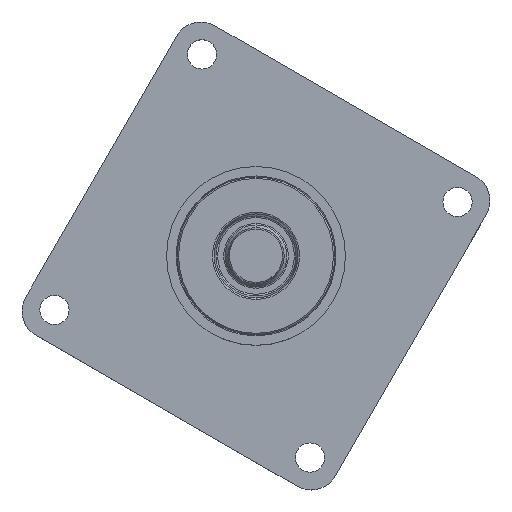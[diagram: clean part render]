
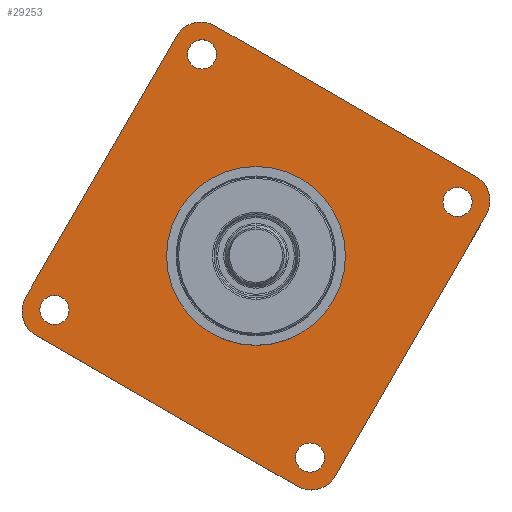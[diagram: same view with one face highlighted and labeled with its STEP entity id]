
A CAD part, top view. The second image highlights one B-rep face of the part: STEP entity #29253.
In plain terms, the highlighted planar face has unit normal (0, 0, 1).
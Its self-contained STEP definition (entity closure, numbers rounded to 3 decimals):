
#5191=DIRECTION('',(0.5,0.866,0.));
#5192=VECTOR('',#5191,53.5);
#5193=CARTESIAN_POINT('',(-40.871,-7.291,22.5));
#5194=LINE('',#5193,#5192);
#5195=CARTESIAN_POINT('',(-9.791,36.541,22.5));
#5196=DIRECTION('',(0.,0.,1.));
#5197=DIRECTION('',(0.5,0.866,0.));
#5198=AXIS2_PLACEMENT_3D('',#5195,#5196,#5197);
#5200=DIRECTION('',(0.866,-0.5,0.));
#5201=VECTOR('',#5200,53.5);
#5202=CARTESIAN_POINT('',(-7.291,40.871,22.5));
#5203=LINE('',#5202,#5201);
#5204=CARTESIAN_POINT('',(36.541,9.791,22.5));
#5205=DIRECTION('',(0.,0.,1.));
#5206=DIRECTION('',(0.866,-0.5,0.));
#5207=AXIS2_PLACEMENT_3D('',#5204,#5205,#5206);
#5209=DIRECTION('',(-0.5,-0.866,0.));
#5210=VECTOR('',#5209,53.5);
#5211=CARTESIAN_POINT('',(40.871,7.291,22.5));
#5212=LINE('',#5211,#5210);
#5213=CARTESIAN_POINT('',(9.791,-36.541,22.5));
#5214=DIRECTION('',(0.,0.,1.));
#5215=DIRECTION('',(-0.5,-0.866,0.));
#5216=AXIS2_PLACEMENT_3D('',#5213,#5214,#5215);
#5218=DIRECTION('',(-0.866,0.5,0.));
#5219=VECTOR('',#5218,53.5);
#5220=CARTESIAN_POINT('',(7.291,-40.871,22.5));
#5221=LINE('',#5220,#5219);
#5222=CARTESIAN_POINT('',(-36.541,-9.791,22.5));
#5223=DIRECTION('',(0.,0.,1.));
#5224=DIRECTION('',(-0.866,0.5,0.));
#5225=AXIS2_PLACEMENT_3D('',#5222,#5223,#5224);
#5227=CARTESIAN_POINT('',(9.59,-35.79,22.5));
#5228=DIRECTION('',(0.,0.,-1.));
#5229=DIRECTION('',(0.,-1.,0.));
#5230=AXIS2_PLACEMENT_3D('',#5227,#5228,#5229);
#5232=CARTESIAN_POINT('',(9.59,-35.79,22.5));
#5233=DIRECTION('',(0.,0.,-1.));
#5234=DIRECTION('',(0.,1.,0.));
#5235=AXIS2_PLACEMENT_3D('',#5232,#5233,#5234);
#5237=CARTESIAN_POINT('',(-35.79,-9.59,22.5));
#5238=DIRECTION('',(0.,0.,-1.));
#5239=DIRECTION('',(0.,-1.,0.));
#5240=AXIS2_PLACEMENT_3D('',#5237,#5238,#5239);
#5242=CARTESIAN_POINT('',(-35.79,-9.59,22.5));
#5243=DIRECTION('',(0.,0.,-1.));
#5244=DIRECTION('',(0.,1.,0.));
#5245=AXIS2_PLACEMENT_3D('',#5242,#5243,#5244);
#5247=CARTESIAN_POINT('',(35.79,9.59,22.5));
#5248=DIRECTION('',(0.,0.,-1.));
#5249=DIRECTION('',(0.,-1.,0.));
#5250=AXIS2_PLACEMENT_3D('',#5247,#5248,#5249);
#5252=CARTESIAN_POINT('',(35.79,9.59,22.5));
#5253=DIRECTION('',(0.,0.,-1.));
#5254=DIRECTION('',(0.,1.,0.));
#5255=AXIS2_PLACEMENT_3D('',#5252,#5253,#5254);
#5257=CARTESIAN_POINT('',(-9.59,35.79,22.5));
#5258=DIRECTION('',(0.,0.,-1.));
#5259=DIRECTION('',(0.,-1.,0.));
#5260=AXIS2_PLACEMENT_3D('',#5257,#5258,#5259);
#5262=CARTESIAN_POINT('',(-9.59,35.79,22.5));
#5263=DIRECTION('',(0.,0.,-1.));
#5264=DIRECTION('',(0.,1.,0.));
#5265=AXIS2_PLACEMENT_3D('',#5262,#5263,#5264);
#5319=CARTESIAN_POINT('',(0.,0.,22.5));
#5320=DIRECTION('',(0.,0.,1.));
#5321=DIRECTION('',(0.,1.,0.));
#5322=AXIS2_PLACEMENT_3D('',#5319,#5320,#5321);
#5338=CARTESIAN_POINT('',(0.,0.,22.5));
#5339=DIRECTION('',(0.,0.,-1.));
#5340=DIRECTION('',(0.,1.,0.));
#5341=AXIS2_PLACEMENT_3D('',#5338,#5339,#5340);
#20486=CARTESIAN_POINT('',(-40.871,-7.291,22.5));
#20488=VERTEX_POINT('',#20486);
#20490=CARTESIAN_POINT('',(-14.121,39.041,22.5));
#20492=VERTEX_POINT('',#20490);
#20494=CARTESIAN_POINT('',(-7.291,40.871,22.5));
#20496=VERTEX_POINT('',#20494);
#20498=CARTESIAN_POINT('',(39.041,14.121,22.5));
#20500=VERTEX_POINT('',#20498);
#20502=CARTESIAN_POINT('',(40.871,7.291,22.5));
#20504=VERTEX_POINT('',#20502);
#20506=CARTESIAN_POINT('',(14.121,-39.041,22.5));
#20508=VERTEX_POINT('',#20506);
#20510=CARTESIAN_POINT('',(7.291,-40.871,22.5));
#20512=VERTEX_POINT('',#20510);
#20514=CARTESIAN_POINT('',(-39.041,-14.121,22.5));
#20516=VERTEX_POINT('',#20514);
#20518=CARTESIAN_POINT('',(0.,15.875,22.5));
#20519=CARTESIAN_POINT('',(0.,-15.875,22.5));
#20520=VERTEX_POINT('',#20518);
#20521=VERTEX_POINT('',#20519);
#20526=CARTESIAN_POINT('',(-9.59,33.19,22.5));
#20527=CARTESIAN_POINT('',(-9.59,38.39,22.5));
#20528=VERTEX_POINT('',#20526);
#20529=VERTEX_POINT('',#20527);
#20534=CARTESIAN_POINT('',(35.79,6.99,22.5));
#20535=CARTESIAN_POINT('',(35.79,12.19,22.5));
#20536=VERTEX_POINT('',#20534);
#20537=VERTEX_POINT('',#20535);
#20542=CARTESIAN_POINT('',(-35.79,-12.19,22.5));
#20543=CARTESIAN_POINT('',(-35.79,-6.99,22.5));
#20544=VERTEX_POINT('',#20542);
#20545=VERTEX_POINT('',#20543);
#20550=CARTESIAN_POINT('',(9.59,-38.39,22.5));
#20551=CARTESIAN_POINT('',(9.59,-33.19,22.5));
#20552=VERTEX_POINT('',#20550);
#20553=VERTEX_POINT('',#20551);
#29202=CARTESIAN_POINT('',(0.,0.,22.5));
#29203=DIRECTION('',(0.,0.,-1.));
#29204=DIRECTION('',(0.,1.,0.));
#29205=AXIS2_PLACEMENT_3D('',#29202,#29203,#29204);
#29206=PLANE('',#29205);
#29207=ORIENTED_EDGE('',*,*,#29183,.T.);
#29209=ORIENTED_EDGE('',*,*,#29208,.F.);
#29211=ORIENTED_EDGE('',*,*,#29210,.T.);
#29213=ORIENTED_EDGE('',*,*,#29212,.F.);
#29215=ORIENTED_EDGE('',*,*,#29214,.T.);
#29217=ORIENTED_EDGE('',*,*,#29216,.F.);
#29219=ORIENTED_EDGE('',*,*,#29218,.T.);
#29220=ORIENTED_EDGE('',*,*,#29194,.F.);
#29221=EDGE_LOOP('',(#29207,#29209,#29211,#29213,#29215,#29217,#29219,#29220));
#29222=FACE_OUTER_BOUND('',#29221,.F.);
#29224=ORIENTED_EDGE('',*,*,#29223,.F.);
#29226=ORIENTED_EDGE('',*,*,#29225,.F.);
#29227=EDGE_LOOP('',(#29224,#29226));
#29228=FACE_BOUND('',#29227,.F.);
#29230=ORIENTED_EDGE('',*,*,#29229,.F.);
#29232=ORIENTED_EDGE('',*,*,#29231,.F.);
#29233=EDGE_LOOP('',(#29230,#29232));
#29234=FACE_BOUND('',#29233,.F.);
#29236=ORIENTED_EDGE('',*,*,#29235,.F.);
#29238=ORIENTED_EDGE('',*,*,#29237,.F.);
#29239=EDGE_LOOP('',(#29236,#29238));
#29240=FACE_BOUND('',#29239,.F.);
#29242=ORIENTED_EDGE('',*,*,#29241,.T.);
#29244=ORIENTED_EDGE('',*,*,#29243,.F.);
#29245=EDGE_LOOP('',(#29242,#29244));
#29246=FACE_BOUND('',#29245,.F.);
#29248=ORIENTED_EDGE('',*,*,#29247,.F.);
#29250=ORIENTED_EDGE('',*,*,#29249,.F.);
#29251=EDGE_LOOP('',(#29248,#29250));
#29252=FACE_BOUND('',#29251,.F.);
#5199=CIRCLE('',#5198,5.);
#5208=CIRCLE('',#5207,5.);
#5217=CIRCLE('',#5216,5.);
#5226=CIRCLE('',#5225,5.);
#5231=CIRCLE('',#5230,2.6);
#5236=CIRCLE('',#5235,2.6);
#5241=CIRCLE('',#5240,2.6);
#5246=CIRCLE('',#5245,2.6);
#5251=CIRCLE('',#5250,2.6);
#5256=CIRCLE('',#5255,2.6);
#5261=CIRCLE('',#5260,2.6);
#5266=CIRCLE('',#5265,2.6);
#5323=CIRCLE('',#5322,15.875);
#5342=CIRCLE('',#5341,15.875);
#29183=EDGE_CURVE('',#20488,#20492,#5194,.T.);
#29194=EDGE_CURVE('',#20488,#20516,#5226,.T.);
#29208=EDGE_CURVE('',#20496,#20492,#5199,.T.);
#29210=EDGE_CURVE('',#20496,#20500,#5203,.T.);
#29212=EDGE_CURVE('',#20504,#20500,#5208,.T.);
#29214=EDGE_CURVE('',#20504,#20508,#5212,.T.);
#29216=EDGE_CURVE('',#20512,#20508,#5217,.T.);
#29218=EDGE_CURVE('',#20512,#20516,#5221,.T.);
#29223=EDGE_CURVE('',#20552,#20553,#5231,.T.);
#29225=EDGE_CURVE('',#20553,#20552,#5236,.T.);
#29229=EDGE_CURVE('',#20544,#20545,#5241,.T.);
#29231=EDGE_CURVE('',#20545,#20544,#5246,.T.);
#29235=EDGE_CURVE('',#20536,#20537,#5251,.T.);
#29237=EDGE_CURVE('',#20537,#20536,#5256,.T.);
#29241=EDGE_CURVE('',#20520,#20521,#5323,.T.);
#29243=EDGE_CURVE('',#20520,#20521,#5342,.T.);
#29247=EDGE_CURVE('',#20528,#20529,#5261,.T.);
#29249=EDGE_CURVE('',#20529,#20528,#5266,.T.);
#29253=ADVANCED_FACE('',(#29222,#29228,#29234,#29240,#29246,#29252),#29206,.F.);
